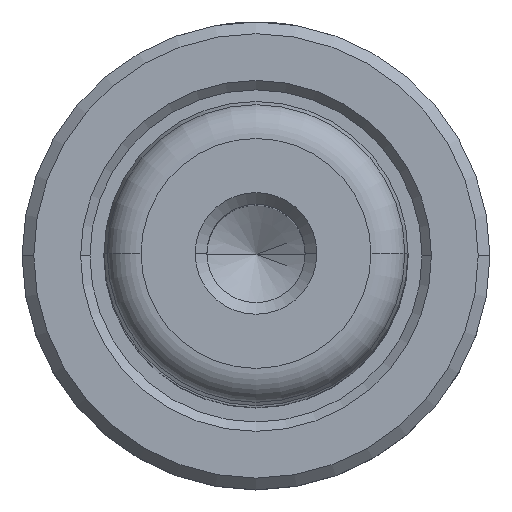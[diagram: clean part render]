
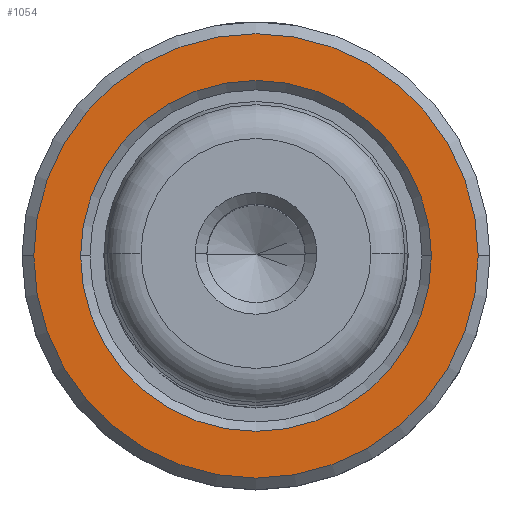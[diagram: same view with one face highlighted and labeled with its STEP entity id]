
A CAD part, top view. The second image highlights one B-rep face of the part: STEP entity #1054.
In plain terms, the highlighted planar face has unit normal (0, 0, 1).
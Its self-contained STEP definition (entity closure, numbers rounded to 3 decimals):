
#28 = DIRECTION ( 'NONE',  ( 0., 0., -1. ) ) ;
#126 = DIRECTION ( 'NONE',  ( -1., 0., 0. ) ) ;
#136 = VERTEX_POINT ( 'NONE', #665 ) ;
#150 = EDGE_LOOP ( 'NONE', ( #509, #1984 ) ) ;
#174 = EDGE_CURVE ( 'NONE', #385, #754, #762, .T. ) ;
#215 = CARTESIAN_POINT ( 'NONE',  ( 6.5, 0., 30. ) ) ;
#311 = AXIS2_PLACEMENT_3D ( 'NONE', #382, #1645, #567 ) ;
#382 = CARTESIAN_POINT ( 'NONE',  ( 0., 0., 30. ) ) ;
#385 = VERTEX_POINT ( 'NONE', #668 ) ;
#393 = AXIS2_PLACEMENT_3D ( 'NONE', #215, #1675, #597 ) ;
#409 = PLANE ( 'NONE',  #393 ) ;
#509 = ORIENTED_EDGE ( 'NONE', *, *, #174, .T. ) ;
#511 = VERTEX_POINT ( 'NONE', #1791 ) ;
#567 = DIRECTION ( 'NONE',  ( -1., 0., 0. ) ) ;
#568 = ORIENTED_EDGE ( 'NONE', *, *, #1651, .T. ) ;
#597 = DIRECTION ( 'NONE',  ( -1., 0., 0. ) ) ;
#665 = CARTESIAN_POINT ( 'NONE',  ( -7.5, 0., 30. ) ) ;
#668 = CARTESIAN_POINT ( 'NONE',  ( -9.5, 0., 30. ) ) ;
#689 = DIRECTION ( 'NONE',  ( 0., 0., 1. ) ) ;
#711 = AXIS2_PLACEMENT_3D ( 'NONE', #1769, #689, #1949 ) ;
#754 = VERTEX_POINT ( 'NONE', #847 ) ;
#762 = CIRCLE ( 'NONE', #711, 9.5 ) ;
#805 = AXIS2_PLACEMENT_3D ( 'NONE', #1139, #28, #1330 ) ;
#847 = CARTESIAN_POINT ( 'NONE',  ( 9.5, 0., 30. ) ) ;
#927 = FACE_OUTER_BOUND ( 'NONE', #150, .T. ) ;
#1054 = ADVANCED_FACE ( 'NONE', ( #1472, #927 ), #409, .F. ) ;
#1139 = CARTESIAN_POINT ( 'NONE',  ( 0., 0., 30. ) ) ;
#1233 = DIRECTION ( 'NONE',  ( 0., 0., 1. ) ) ;
#1257 = EDGE_LOOP ( 'NONE', ( #568, #1875 ) ) ;
#1330 = DIRECTION ( 'NONE',  ( -1., 0., 0. ) ) ;
#1342 = AXIS2_PLACEMENT_3D ( 'NONE', #2301, #1233, #126 ) ;
#1365 = EDGE_CURVE ( 'NONE', #754, #385, #2097, .T. ) ;
#1472 = FACE_BOUND ( 'NONE', #1257, .T. ) ;
#1542 = CIRCLE ( 'NONE', #311, 7.5 ) ;
#1568 = EDGE_CURVE ( 'NONE', #136, #511, #1542, .T. ) ;
#1645 = DIRECTION ( 'NONE',  ( 0., 0., -1. ) ) ;
#1651 = EDGE_CURVE ( 'NONE', #511, #136, #1795, .T. ) ;
#1675 = DIRECTION ( 'NONE',  ( 0., 0., -1. ) ) ;
#1769 = CARTESIAN_POINT ( 'NONE',  ( 0., 0., 30. ) ) ;
#1791 = CARTESIAN_POINT ( 'NONE',  ( 7.5, 0., 30. ) ) ;
#1795 = CIRCLE ( 'NONE', #805, 7.5 ) ;
#1875 = ORIENTED_EDGE ( 'NONE', *, *, #1568, .T. ) ;
#1949 = DIRECTION ( 'NONE',  ( -1., 0., 0. ) ) ;
#1984 = ORIENTED_EDGE ( 'NONE', *, *, #1365, .T. ) ;
#2097 = CIRCLE ( 'NONE', #1342, 9.5 ) ;
#2301 = CARTESIAN_POINT ( 'NONE',  ( 0., 0., 30. ) ) ;
